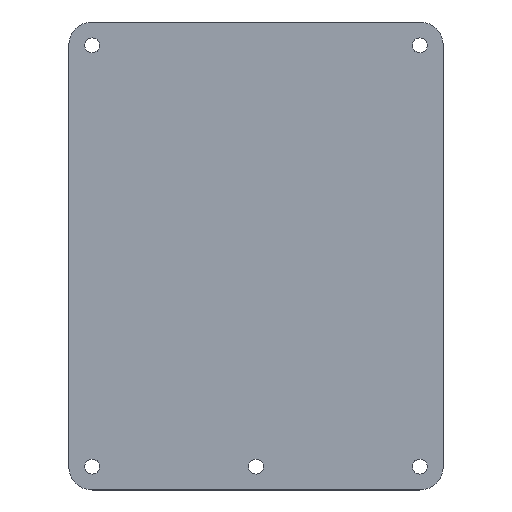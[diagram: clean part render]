
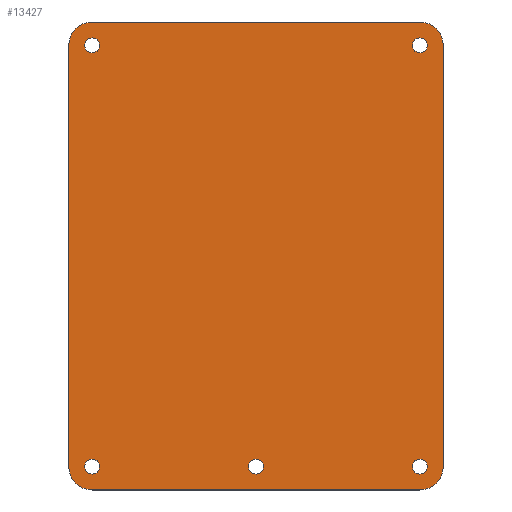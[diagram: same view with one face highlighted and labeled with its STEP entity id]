
A CAD part, top view. The second image highlights one B-rep face of the part: STEP entity #13427.
In plain terms, the highlighted planar face has unit normal (0, 0, 1).
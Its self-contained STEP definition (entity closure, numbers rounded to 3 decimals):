
#13223 = VERTEX_POINT('',#13224);
#13224 = CARTESIAN_POINT('',(125.,-50.,1.51));
#13230 = EDGE_CURVE('',#13223,#13231,#13233,.T.);
#13231 = VERTEX_POINT('',#13232);
#13232 = CARTESIAN_POINT('',(130.,-55.,1.51));
#13233 = CIRCLE('',#13234,5.);
#13234 = AXIS2_PLACEMENT_3D('',#13235,#13236,#13237);
#13235 = CARTESIAN_POINT('',(125.,-55.,1.51));
#13236 = DIRECTION('',(0.,0.,-1.));
#13237 = DIRECTION('',(0.,1.,0.));
#13265 = VERTEX_POINT('',#13266);
#13266 = CARTESIAN_POINT('',(55.,-50.,1.51));
#13272 = EDGE_CURVE('',#13265,#13223,#13273,.T.);
#13273 = LINE('',#13274,#13275);
#13274 = CARTESIAN_POINT('',(55.,-50.,1.51));
#13275 = VECTOR('',#13276,1.);
#13276 = DIRECTION('',(1.,0.,0.));
#13294 = EDGE_CURVE('',#13231,#13295,#13297,.T.);
#13295 = VERTEX_POINT('',#13296);
#13296 = CARTESIAN_POINT('',(130.,-145.,1.51));
#13297 = LINE('',#13298,#13299);
#13298 = CARTESIAN_POINT('',(130.,-55.,1.51));
#13299 = VECTOR('',#13300,1.);
#13300 = DIRECTION('',(0.,-1.,0.));
#13427 = ADVANCED_FACE('',(#13428,#13474,#13485,#13496,#13507,#13518),
  #13529,.T.);
#13428 = FACE_BOUND('',#13429,.T.);
#13429 = EDGE_LOOP('',(#13430,#13431,#13432,#13441,#13449,#13458,#13466,
    #13473));
#13430 = ORIENTED_EDGE('',*,*,#13230,.F.);
#13431 = ORIENTED_EDGE('',*,*,#13272,.F.);
#13432 = ORIENTED_EDGE('',*,*,#13433,.F.);
#13433 = EDGE_CURVE('',#13434,#13265,#13436,.T.);
#13434 = VERTEX_POINT('',#13435);
#13435 = CARTESIAN_POINT('',(50.,-55.,1.51));
#13436 = CIRCLE('',#13437,5.);
#13437 = AXIS2_PLACEMENT_3D('',#13438,#13439,#13440);
#13438 = CARTESIAN_POINT('',(55.,-55.,1.51));
#13439 = DIRECTION('',(0.,0.,-1.));
#13440 = DIRECTION('',(-1.,0.,0.));
#13441 = ORIENTED_EDGE('',*,*,#13442,.F.);
#13442 = EDGE_CURVE('',#13443,#13434,#13445,.T.);
#13443 = VERTEX_POINT('',#13444);
#13444 = CARTESIAN_POINT('',(50.,-145.,1.51));
#13445 = LINE('',#13446,#13447);
#13446 = CARTESIAN_POINT('',(50.,-145.,1.51));
#13447 = VECTOR('',#13448,1.);
#13448 = DIRECTION('',(0.,1.,0.));
#13449 = ORIENTED_EDGE('',*,*,#13450,.F.);
#13450 = EDGE_CURVE('',#13451,#13443,#13453,.T.);
#13451 = VERTEX_POINT('',#13452);
#13452 = CARTESIAN_POINT('',(55.,-150.,1.51));
#13453 = CIRCLE('',#13454,5.);
#13454 = AXIS2_PLACEMENT_3D('',#13455,#13456,#13457);
#13455 = CARTESIAN_POINT('',(55.,-145.,1.51));
#13456 = DIRECTION('',(0.,0.,-1.));
#13457 = DIRECTION('',(0.,-1.,-0.));
#13458 = ORIENTED_EDGE('',*,*,#13459,.F.);
#13459 = EDGE_CURVE('',#13460,#13451,#13462,.T.);
#13460 = VERTEX_POINT('',#13461);
#13461 = CARTESIAN_POINT('',(125.,-150.,1.51));
#13462 = LINE('',#13463,#13464);
#13463 = CARTESIAN_POINT('',(125.,-150.,1.51));
#13464 = VECTOR('',#13465,1.);
#13465 = DIRECTION('',(-1.,0.,0.));
#13466 = ORIENTED_EDGE('',*,*,#13467,.F.);
#13467 = EDGE_CURVE('',#13295,#13460,#13468,.T.);
#13468 = CIRCLE('',#13469,5.);
#13469 = AXIS2_PLACEMENT_3D('',#13470,#13471,#13472);
#13470 = CARTESIAN_POINT('',(125.,-145.,1.51));
#13471 = DIRECTION('',(0.,0.,-1.));
#13472 = DIRECTION('',(1.,0.,0.));
#13473 = ORIENTED_EDGE('',*,*,#13294,.F.);
#13474 = FACE_BOUND('',#13475,.T.);
#13475 = EDGE_LOOP('',(#13476));
#13476 = ORIENTED_EDGE('',*,*,#13477,.T.);
#13477 = EDGE_CURVE('',#13478,#13478,#13480,.T.);
#13478 = VERTEX_POINT('',#13479);
#13479 = CARTESIAN_POINT('',(55.,-146.6,1.51));
#13480 = CIRCLE('',#13481,1.6);
#13481 = AXIS2_PLACEMENT_3D('',#13482,#13483,#13484);
#13482 = CARTESIAN_POINT('',(55.,-145.,1.51));
#13483 = DIRECTION('',(-0.,0.,-1.));
#13484 = DIRECTION('',(-0.,-1.,0.));
#13485 = FACE_BOUND('',#13486,.T.);
#13486 = EDGE_LOOP('',(#13487));
#13487 = ORIENTED_EDGE('',*,*,#13488,.T.);
#13488 = EDGE_CURVE('',#13489,#13489,#13491,.T.);
#13489 = VERTEX_POINT('',#13490);
#13490 = CARTESIAN_POINT('',(90.,-146.6,1.51));
#13491 = CIRCLE('',#13492,1.6);
#13492 = AXIS2_PLACEMENT_3D('',#13493,#13494,#13495);
#13493 = CARTESIAN_POINT('',(90.,-145.,1.51));
#13494 = DIRECTION('',(-0.,0.,-1.));
#13495 = DIRECTION('',(-0.,-1.,0.));
#13496 = FACE_BOUND('',#13497,.T.);
#13497 = EDGE_LOOP('',(#13498));
#13498 = ORIENTED_EDGE('',*,*,#13499,.T.);
#13499 = EDGE_CURVE('',#13500,#13500,#13502,.T.);
#13500 = VERTEX_POINT('',#13501);
#13501 = CARTESIAN_POINT('',(125.,-146.6,1.51));
#13502 = CIRCLE('',#13503,1.6);
#13503 = AXIS2_PLACEMENT_3D('',#13504,#13505,#13506);
#13504 = CARTESIAN_POINT('',(125.,-145.,1.51));
#13505 = DIRECTION('',(-0.,0.,-1.));
#13506 = DIRECTION('',(-0.,-1.,0.));
#13507 = FACE_BOUND('',#13508,.T.);
#13508 = EDGE_LOOP('',(#13509));
#13509 = ORIENTED_EDGE('',*,*,#13510,.T.);
#13510 = EDGE_CURVE('',#13511,#13511,#13513,.T.);
#13511 = VERTEX_POINT('',#13512);
#13512 = CARTESIAN_POINT('',(55.,-56.6,1.51));
#13513 = CIRCLE('',#13514,1.6);
#13514 = AXIS2_PLACEMENT_3D('',#13515,#13516,#13517);
#13515 = CARTESIAN_POINT('',(55.,-55.,1.51));
#13516 = DIRECTION('',(-0.,0.,-1.));
#13517 = DIRECTION('',(-0.,-1.,0.));
#13518 = FACE_BOUND('',#13519,.T.);
#13519 = EDGE_LOOP('',(#13520));
#13520 = ORIENTED_EDGE('',*,*,#13521,.T.);
#13521 = EDGE_CURVE('',#13522,#13522,#13524,.T.);
#13522 = VERTEX_POINT('',#13523);
#13523 = CARTESIAN_POINT('',(125.,-56.6,1.51));
#13524 = CIRCLE('',#13525,1.6);
#13525 = AXIS2_PLACEMENT_3D('',#13526,#13527,#13528);
#13526 = CARTESIAN_POINT('',(125.,-55.,1.51));
#13527 = DIRECTION('',(-0.,0.,-1.));
#13528 = DIRECTION('',(-0.,-1.,0.));
#13529 = PLANE('',#13530);
#13530 = AXIS2_PLACEMENT_3D('',#13531,#13532,#13533);
#13531 = CARTESIAN_POINT('',(0.,0.,1.51));
#13532 = DIRECTION('',(0.,0.,1.));
#13533 = DIRECTION('',(1.,0.,-0.));
